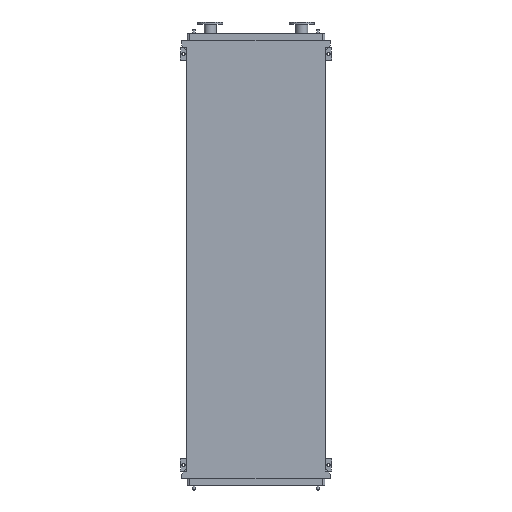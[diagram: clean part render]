
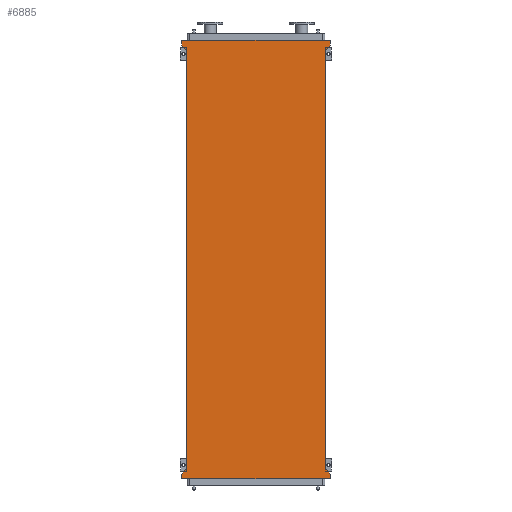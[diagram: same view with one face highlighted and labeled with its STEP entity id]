
A CAD part, front view. The second image highlights one B-rep face of the part: STEP entity #6885.
In plain terms, the highlighted planar face has unit normal (0, -1, 0).
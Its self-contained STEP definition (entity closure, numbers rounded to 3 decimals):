
#107 = EDGE_LOOP ( 'NONE', ( #11210, #16019, #6560, #17317, #7494, #13809, #7510, #6863, #1772, #10821, #10934, #7362 ) ) ;
#252 = DIRECTION ( 'NONE',  ( 0.655, 0., 0.755 ) ) ;
#429 = DIRECTION ( 'NONE',  ( 1., 0., 0. ) ) ;
#511 = VERTEX_POINT ( 'NONE', #14172 ) ;
#660 = LINE ( 'NONE', #1512, #11650 ) ;
#775 = EDGE_CURVE ( 'NONE', #10753, #15297, #660, .T. ) ;
#1053 = LINE ( 'NONE', #11651, #11572 ) ;
#1218 = VECTOR ( 'NONE', #252, 1000. ) ;
#1512 = CARTESIAN_POINT ( 'NONE',  ( -651., 0., -3745. ) ) ;
#1537 = DIRECTION ( 'NONE',  ( 0., 0., -1. ) ) ;
#1721 = LINE ( 'NONE', #5534, #9190 ) ;
#1772 = ORIENTED_EDGE ( 'NONE', *, *, #775, .F. ) ;
#1912 = DIRECTION ( 'NONE',  ( 0., 0., 1. ) ) ;
#2162 = VERTEX_POINT ( 'NONE', #5699 ) ;
#2430 = LINE ( 'NONE', #6452, #7315 ) ;
#2488 = VERTEX_POINT ( 'NONE', #4911 ) ;
#2503 = VERTEX_POINT ( 'NONE', #10863 ) ;
#2694 = LINE ( 'NONE', #17180, #10136 ) ;
#2733 = EDGE_CURVE ( 'NONE', #11024, #6000, #11368, .T. ) ;
#2854 = CARTESIAN_POINT ( 'NONE',  ( -651., 0., -3703. ) ) ;
#2961 = LINE ( 'NONE', #12466, #6446 ) ;
#3573 = EDGE_CURVE ( 'NONE', #9799, #14736, #1053, .T. ) ;
#3842 = LINE ( 'NONE', #18280, #7297 ) ;
#3942 = CARTESIAN_POINT ( 'NONE',  ( -605., 0., -3650. ) ) ;
#4065 = VERTEX_POINT ( 'NONE', #11506 ) ;
#4586 = VERTEX_POINT ( 'NONE', #18867 ) ;
#4911 = CARTESIAN_POINT ( 'NONE',  ( 605., 0., 0. ) ) ;
#5163 = DIRECTION ( 'NONE',  ( -0.655, 0., 0.755 ) ) ;
#5522 = LINE ( 'NONE', #12310, #9440 ) ;
#5534 = CARTESIAN_POINT ( 'NONE',  ( 651., 0., 53. ) ) ;
#5699 = CARTESIAN_POINT ( 'NONE',  ( 651., 0., 53. ) ) ;
#6000 = VERTEX_POINT ( 'NONE', #7205 ) ;
#6112 = CARTESIAN_POINT ( 'NONE',  ( 651., 0., 95. ) ) ;
#6446 = VECTOR ( 'NONE', #6568, 1000. ) ;
#6452 = CARTESIAN_POINT ( 'NONE',  ( 651., 0., -3745. ) ) ;
#6560 = ORIENTED_EDGE ( 'NONE', *, *, #16969, .F. ) ;
#6568 = DIRECTION ( 'NONE',  ( 0.655, 0., -0.755 ) ) ;
#6863 = ORIENTED_EDGE ( 'NONE', *, *, #14267, .F. ) ;
#6885 = ADVANCED_FACE ( 'NONE', ( #11712 ), #14861, .T. ) ;
#6986 = EDGE_CURVE ( 'NONE', #4586, #10753, #2430, .T. ) ;
#7001 = DIRECTION ( 'NONE',  ( -0.655, 0., -0.755 ) ) ;
#7205 = CARTESIAN_POINT ( 'NONE',  ( -605., 0., 0. ) ) ;
#7246 = DIRECTION ( 'NONE',  ( 0., 0., 1. ) ) ;
#7297 = VECTOR ( 'NONE', #429, 1000. ) ;
#7315 = VECTOR ( 'NONE', #16823, 1000. ) ;
#7362 = ORIENTED_EDGE ( 'NONE', *, *, #12099, .F. ) ;
#7419 = VECTOR ( 'NONE', #11313, 1000. ) ;
#7494 = ORIENTED_EDGE ( 'NONE', *, *, #3573, .F. ) ;
#7496 = CARTESIAN_POINT ( 'NONE',  ( -605., 0., -3650. ) ) ;
#7510 = ORIENTED_EDGE ( 'NONE', *, *, #2733, .F. ) ;
#8421 = EDGE_CURVE ( 'NONE', #6000, #9799, #13060, .T. ) ;
#9030 = CARTESIAN_POINT ( 'NONE',  ( -651., 0., 95. ) ) ;
#9118 = VECTOR ( 'NONE', #5163, 1000. ) ;
#9171 = LINE ( 'NONE', #9242, #1218 ) ;
#9190 = VECTOR ( 'NONE', #7001, 1000. ) ;
#9242 = CARTESIAN_POINT ( 'NONE',  ( -651., 0., -3703. ) ) ;
#9440 = VECTOR ( 'NONE', #1912, 1000. ) ;
#9799 = VERTEX_POINT ( 'NONE', #16306 ) ;
#10136 = VECTOR ( 'NONE', #14254, 1000. ) ;
#10204 = AXIS2_PLACEMENT_3D ( 'NONE', #7496, #10472, #1537 ) ;
#10472 = DIRECTION ( 'NONE',  ( 0., -1., 0. ) ) ;
#10654 = DIRECTION ( 'NONE',  ( 0., 0., -1. ) ) ;
#10753 = VERTEX_POINT ( 'NONE', #18973 ) ;
#10821 = ORIENTED_EDGE ( 'NONE', *, *, #6986, .F. ) ;
#10830 = CARTESIAN_POINT ( 'NONE',  ( -605., 0., -3650. ) ) ;
#10863 = CARTESIAN_POINT ( 'NONE',  ( 651., 0., -3703. ) ) ;
#10934 = ORIENTED_EDGE ( 'NONE', *, *, #12821, .F. ) ;
#11024 = VERTEX_POINT ( 'NONE', #10830 ) ;
#11210 = ORIENTED_EDGE ( 'NONE', *, *, #12698, .T. ) ;
#11313 = DIRECTION ( 'NONE',  ( 0., 0., 1. ) ) ;
#11368 = LINE ( 'NONE', #3942, #7419 ) ;
#11506 = CARTESIAN_POINT ( 'NONE',  ( 651., 0., 95. ) ) ;
#11572 = VECTOR ( 'NONE', #7246, 1000. ) ;
#11634 = VECTOR ( 'NONE', #10654, 1000. ) ;
#11650 = VECTOR ( 'NONE', #19308, 1000. ) ;
#11651 = CARTESIAN_POINT ( 'NONE',  ( -651., 0., 53. ) ) ;
#11712 = FACE_OUTER_BOUND ( 'NONE', #107, .T. ) ;
#12099 = EDGE_CURVE ( 'NONE', #511, #2503, #2961, .T. ) ;
#12310 = CARTESIAN_POINT ( 'NONE',  ( 605., 0., -3650. ) ) ;
#12466 = CARTESIAN_POINT ( 'NONE',  ( 605., 0., -3650. ) ) ;
#12698 = EDGE_CURVE ( 'NONE', #511, #2488, #5522, .T. ) ;
#12821 = EDGE_CURVE ( 'NONE', #2503, #4586, #2694, .T. ) ;
#12874 = EDGE_CURVE ( 'NONE', #2162, #2488, #1721, .T. ) ;
#13060 = LINE ( 'NONE', #13954, #9118 ) ;
#13809 = ORIENTED_EDGE ( 'NONE', *, *, #8421, .F. ) ;
#13954 = CARTESIAN_POINT ( 'NONE',  ( -605., 0., 0. ) ) ;
#14172 = CARTESIAN_POINT ( 'NONE',  ( 605., 0., -3650. ) ) ;
#14254 = DIRECTION ( 'NONE',  ( 0., 0., -1. ) ) ;
#14267 = EDGE_CURVE ( 'NONE', #15297, #11024, #9171, .T. ) ;
#14736 = VERTEX_POINT ( 'NONE', #9030 ) ;
#14861 = PLANE ( 'NONE',  #10204 ) ;
#14911 = EDGE_CURVE ( 'NONE', #14736, #4065, #3842, .T. ) ;
#15297 = VERTEX_POINT ( 'NONE', #2854 ) ;
#16019 = ORIENTED_EDGE ( 'NONE', *, *, #12874, .F. ) ;
#16044 = LINE ( 'NONE', #6112, #11634 ) ;
#16306 = CARTESIAN_POINT ( 'NONE',  ( -651., 0., 53. ) ) ;
#16823 = DIRECTION ( 'NONE',  ( -1., 0., 0. ) ) ;
#16969 = EDGE_CURVE ( 'NONE', #4065, #2162, #16044, .T. ) ;
#17180 = CARTESIAN_POINT ( 'NONE',  ( 651., 0., -3703. ) ) ;
#17317 = ORIENTED_EDGE ( 'NONE', *, *, #14911, .F. ) ;
#18280 = CARTESIAN_POINT ( 'NONE',  ( -651., 0., 95. ) ) ;
#18867 = CARTESIAN_POINT ( 'NONE',  ( 651., 0., -3745. ) ) ;
#18973 = CARTESIAN_POINT ( 'NONE',  ( -651., 0., -3745. ) ) ;
#19308 = DIRECTION ( 'NONE',  ( 0., 0., 1. ) ) ;
